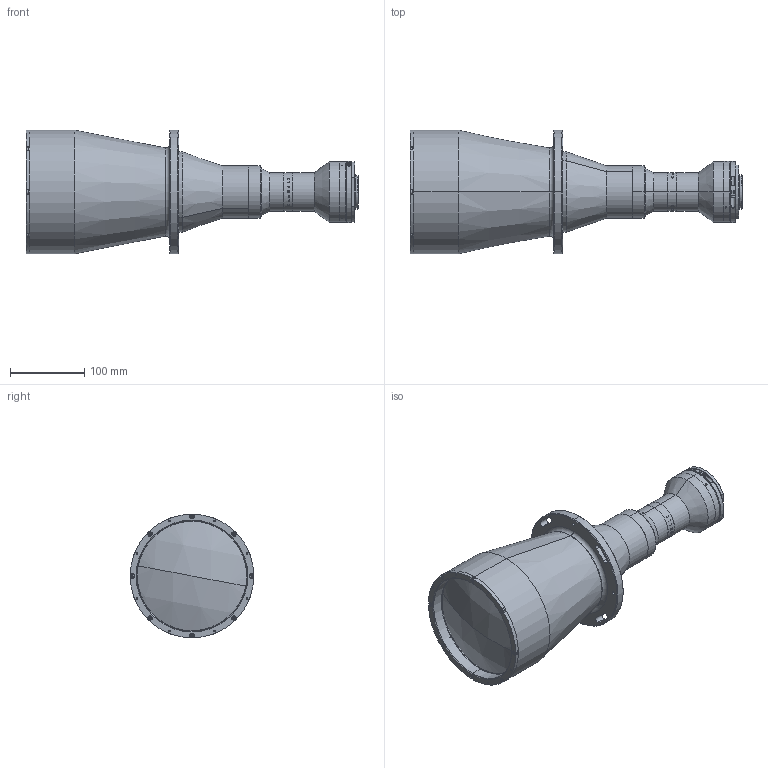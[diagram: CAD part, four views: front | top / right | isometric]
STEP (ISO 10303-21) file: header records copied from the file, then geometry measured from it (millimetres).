
FILE_DESCRIPTION (( 'STEP AP203' ), '1' );
FILE_NAME ('XF-PTL12232-F.STEP', '2019-07-22T07:55:38', ( 'lawlynn' ), ( '' ), 'SwSTEP 2.0', 'SolidWorks 2014', '' );
FILE_SCHEMA (( 'CONFIG_CONTROL_DESIGN' ));
Length unit declared in the file: millimetre
Products named in the file (1): XF-PTL12232-F
Bounding box: 445.84 x 166 x 166 mm (x, y, z)
Surface area: 248645.5 mm2 (no closed solid volume)
Topology: 0 solids, 42 shells, 333 faces, 1456 edges, 1162 vertices
Faces by surface type: cylinder 147, plane 120, cone 44, torus 16, sphere 4, bspline 2
Entity records: 20935 total; most frequent: CARTESIAN_POINT 9160, DIRECTION 2421, ORIENTED_EDGE 2115, EDGE_CURVE 1452, VERTEX_POINT 1162, AXIS2_PLACEMENT_3D 927, CIRCLE 595, VECTOR 567
